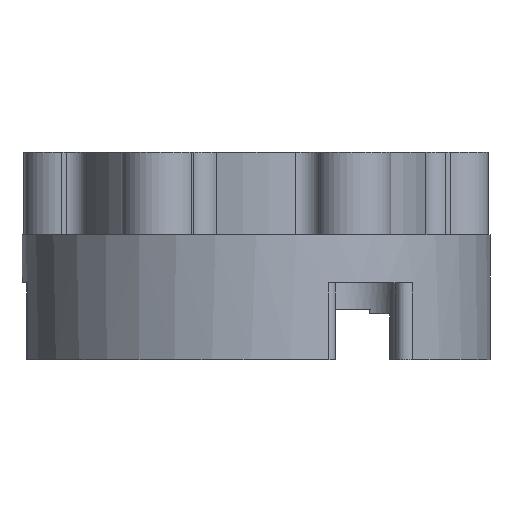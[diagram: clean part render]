
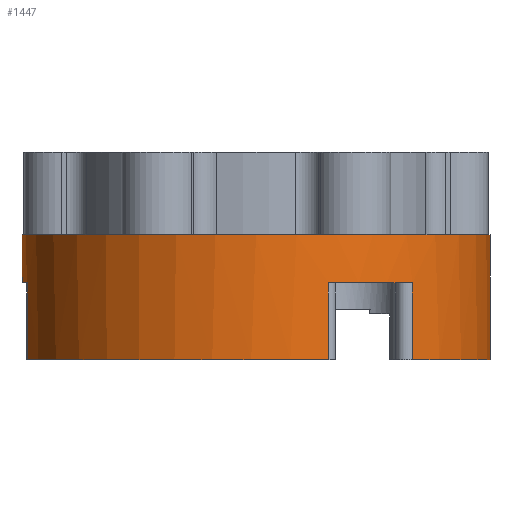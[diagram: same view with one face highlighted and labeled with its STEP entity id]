
A CAD part, front view. The second image highlights one B-rep face of the part: STEP entity #1447.
In plain terms, the highlighted cylindrical face has radius 26 mm (diameter 52 mm), a full revolution.
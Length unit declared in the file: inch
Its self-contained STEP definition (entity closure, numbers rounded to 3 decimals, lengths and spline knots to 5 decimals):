
#85=FACE_OUTER_BOUND('',#167,.T.);
#167=EDGE_LOOP('',(#1112,#1113,#1114,#1115,#1116,#1117,#1118,#1119,#1120,
#1121,#1122,#1123,#1124,#1125,#1126,#1127));
#231=LINE('',#2296,#330);
#234=LINE('',#2305,#333);
#235=LINE('',#2325,#334);
#238=LINE('',#2334,#337);
#239=LINE('',#2352,#338);
#242=LINE('',#2361,#341);
#266=LINE('',#2496,#365);
#330=VECTOR('',#1800,0.3937);
#333=VECTOR('',#1809,0.3937);
#334=VECTOR('',#1830,0.3937);
#337=VECTOR('',#1839,0.3937);
#338=VECTOR('',#1858,0.3937);
#341=VECTOR('',#1867,0.3937);
#365=VECTOR('',#2007,1.02362);
#443=CIRCLE('',#1542,1.02362);
#453=CIRCLE('',#1555,1.02362);
#462=CIRCLE('',#1567,1.02362);
#487=CIRCLE('',#1605,1.02362);
#512=CIRCLE('',#1631,1.02362);
#513=CIRCLE('',#1632,1.02362);
#514=CIRCLE('',#1633,1.02362);
#515=CIRCLE('',#1634,1.02362);
#571=VERTEX_POINT('',#2285);
#572=VERTEX_POINT('',#2287);
#575=VERTEX_POINT('',#2295);
#578=VERTEX_POINT('',#2303);
#583=VERTEX_POINT('',#2314);
#584=VERTEX_POINT('',#2316);
#587=VERTEX_POINT('',#2324);
#590=VERTEX_POINT('',#2332);
#594=VERTEX_POINT('',#2341);
#595=VERTEX_POINT('',#2343);
#598=VERTEX_POINT('',#2351);
#601=VERTEX_POINT('',#2359);
#617=VERTEX_POINT('',#2418);
#654=VERTEX_POINT('',#2494);
#729=EDGE_CURVE('',#571,#572,#443,.T.);
#733=EDGE_CURVE('',#572,#575,#231,.T.);
#738=EDGE_CURVE('',#578,#571,#234,.T.);
#743=EDGE_CURVE('',#583,#584,#453,.T.);
#747=EDGE_CURVE('',#584,#587,#235,.T.);
#752=EDGE_CURVE('',#590,#583,#238,.T.);
#756=EDGE_CURVE('',#594,#595,#462,.T.);
#760=EDGE_CURVE('',#595,#598,#239,.T.);
#765=EDGE_CURVE('',#601,#594,#242,.T.);
#796=EDGE_CURVE('',#617,#617,#487,.T.);
#833=EDGE_CURVE('',#598,#590,#512,.T.);
#834=EDGE_CURVE('',#654,#601,#513,.T.);
#835=EDGE_CURVE('',#654,#617,#266,.T.);
#836=EDGE_CURVE('',#575,#654,#514,.T.);
#837=EDGE_CURVE('',#587,#578,#515,.T.);
#1112=ORIENTED_EDGE('',*,*,#752,.F.);
#1113=ORIENTED_EDGE('',*,*,#833,.F.);
#1114=ORIENTED_EDGE('',*,*,#760,.F.);
#1115=ORIENTED_EDGE('',*,*,#756,.F.);
#1116=ORIENTED_EDGE('',*,*,#765,.F.);
#1117=ORIENTED_EDGE('',*,*,#834,.F.);
#1118=ORIENTED_EDGE('',*,*,#835,.T.);
#1119=ORIENTED_EDGE('',*,*,#796,.F.);
#1120=ORIENTED_EDGE('',*,*,#835,.F.);
#1121=ORIENTED_EDGE('',*,*,#836,.F.);
#1122=ORIENTED_EDGE('',*,*,#733,.F.);
#1123=ORIENTED_EDGE('',*,*,#729,.F.);
#1124=ORIENTED_EDGE('',*,*,#738,.F.);
#1125=ORIENTED_EDGE('',*,*,#837,.F.);
#1126=ORIENTED_EDGE('',*,*,#747,.F.);
#1127=ORIENTED_EDGE('',*,*,#743,.F.);
#1387=CYLINDRICAL_SURFACE('',#1630,1.02362);
#1447=ADVANCED_FACE('',(#85),#1387,.T.);
#1542=AXIS2_PLACEMENT_3D('',#2288,#1790,#1791);
#1555=AXIS2_PLACEMENT_3D('',#2317,#1820,#1821);
#1567=AXIS2_PLACEMENT_3D('',#2344,#1848,#1849);
#1605=AXIS2_PLACEMENT_3D('',#2419,#1939,#1940);
#1630=AXIS2_PLACEMENT_3D('',#2492,#2001,#2002);
#1631=AXIS2_PLACEMENT_3D('',#2493,#2003,#2004);
#1632=AXIS2_PLACEMENT_3D('',#2495,#2005,#2006);
#1633=AXIS2_PLACEMENT_3D('',#2497,#2008,#2009);
#1634=AXIS2_PLACEMENT_3D('',#2498,#2010,#2011);
#1790=DIRECTION('center_axis',(0.,0.,-1.));
#1791=DIRECTION('ref_axis',(-1.,0.,0.));
#1800=DIRECTION('',(0.,0.,-1.));
#1809=DIRECTION('',(0.,0.,1.));
#1820=DIRECTION('center_axis',(0.,0.,-1.));
#1821=DIRECTION('ref_axis',(-1.,0.,0.));
#1830=DIRECTION('',(0.,0.,-1.));
#1839=DIRECTION('',(0.,0.,1.));
#1848=DIRECTION('center_axis',(0.,0.,-1.));
#1849=DIRECTION('ref_axis',(-1.,0.,0.));
#1858=DIRECTION('',(0.,0.,-1.));
#1867=DIRECTION('',(0.,0.,1.));
#1939=DIRECTION('center_axis',(0.,0.,1.));
#1940=DIRECTION('ref_axis',(-1.,0.,0.));
#2001=DIRECTION('center_axis',(0.,0.,1.));
#2002=DIRECTION('ref_axis',(-1.,0.,0.));
#2003=DIRECTION('center_axis',(0.,0.,-1.));
#2004=DIRECTION('ref_axis',(-1.,0.,0.));
#2005=DIRECTION('center_axis',(0.,0.,-1.));
#2006=DIRECTION('ref_axis',(-1.,0.,0.));
#2007=DIRECTION('',(0.,0.,1.));
#2008=DIRECTION('center_axis',(0.,0.,-1.));
#2009=DIRECTION('ref_axis',(-1.,0.,0.));
#2010=DIRECTION('center_axis',(0.,0.,-1.));
#2011=DIRECTION('ref_axis',(-1.,0.,0.));
#2285=CARTESIAN_POINT('',(0.31705,0.97328,0.78913));
#2287=CARTESIAN_POINT('',(0.68436,0.76122,0.78913));
#2288=CARTESIAN_POINT('Origin',(0.,0.,0.78913));
#2295=CARTESIAN_POINT('',(0.68436,0.76122,0.45374));
#2296=CARTESIAN_POINT('',(0.68436,0.76122,0.65059));
#2303=CARTESIAN_POINT('',(0.31705,0.97328,0.45374));
#2305=CARTESIAN_POINT('',(0.31705,0.97328,0.375));
#2314=CARTESIAN_POINT('',(-1.00141,-0.21206,0.78913));
#2316=CARTESIAN_POINT('',(-1.00141,0.21206,0.78913));
#2317=CARTESIAN_POINT('Origin',(0.,0.,0.78913));
#2324=CARTESIAN_POINT('',(-1.00141,0.21206,0.45374));
#2325=CARTESIAN_POINT('',(-1.00141,0.21206,0.65059));
#2332=CARTESIAN_POINT('',(-1.00141,-0.21206,0.45374));
#2334=CARTESIAN_POINT('',(-1.00141,-0.21206,0.375));
#2341=CARTESIAN_POINT('',(0.68436,-0.76122,0.78913));
#2343=CARTESIAN_POINT('',(0.31705,-0.97328,0.78913));
#2344=CARTESIAN_POINT('Origin',(0.,0.,0.78913));
#2351=CARTESIAN_POINT('',(0.31705,-0.97328,0.45374));
#2352=CARTESIAN_POINT('',(0.31705,-0.97328,0.65059));
#2359=CARTESIAN_POINT('',(0.68436,-0.76122,0.45374));
#2361=CARTESIAN_POINT('',(0.68436,-0.76122,0.375));
#2418=CARTESIAN_POINT('',(1.02362,0.,1.));
#2419=CARTESIAN_POINT('Origin',(0.,0.,1.));
#2492=CARTESIAN_POINT('Origin',(0.,0.,0.375));
#2493=CARTESIAN_POINT('Origin',(0.,0.,
0.45374));
#2494=CARTESIAN_POINT('',(1.02362,0.,0.45374));
#2495=CARTESIAN_POINT('Origin',(0.,0.,
0.45374));
#2496=CARTESIAN_POINT('',(1.02362,0.,0.375));
#2497=CARTESIAN_POINT('Origin',(0.,0.,
0.45374));
#2498=CARTESIAN_POINT('Origin',(0.,0.,
0.45374));
